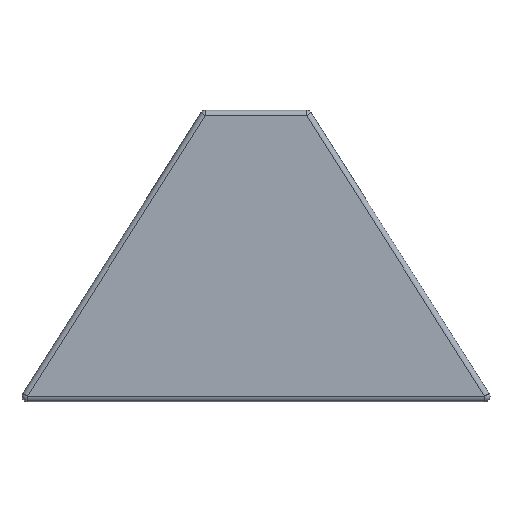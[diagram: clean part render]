
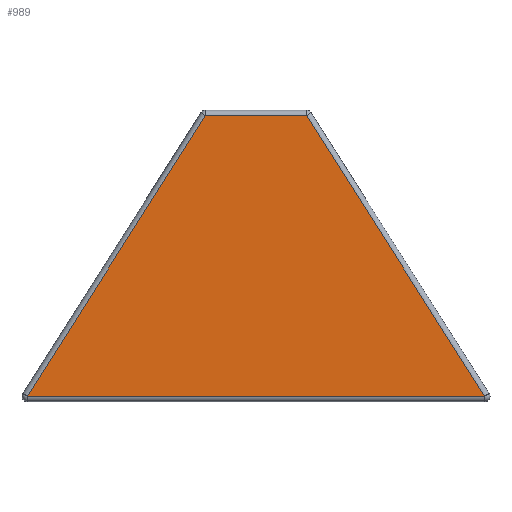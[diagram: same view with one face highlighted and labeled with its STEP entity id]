
A CAD part, top view. The second image highlights one B-rep face of the part: STEP entity #989.
In plain terms, the highlighted planar face has unit normal (0, 0, 1).
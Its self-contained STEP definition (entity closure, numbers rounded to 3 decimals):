
#299=DIRECTION('',(1.,0.,0.));
#300=VECTOR('',#299,19.094);
#301=CARTESIAN_POINT('',(-9.547,54.,37.5));
#302=LINE('',#301,#300);
#303=DIRECTION('',(-0.536,0.844,0.));
#304=VECTOR('',#303,62.771);
#305=CARTESIAN_POINT('',(43.181,1.,37.5));
#306=LINE('',#305,#304);
#307=DIRECTION('',(-1.,0.,0.));
#308=VECTOR('',#307,86.362);
#309=CARTESIAN_POINT('',(43.181,1.,37.5));
#310=LINE('',#309,#308);
#311=DIRECTION('',(-0.536,-0.844,0.));
#312=VECTOR('',#311,62.771);
#313=CARTESIAN_POINT('',(-9.547,54.,37.5));
#314=LINE('',#313,#312);
#461=CARTESIAN_POINT('',(-9.547,54.,37.5));
#462=CARTESIAN_POINT('',(9.547,54.,37.5));
#463=VERTEX_POINT('',#461);
#464=VERTEX_POINT('',#462);
#473=CARTESIAN_POINT('',(-43.181,1.,37.5));
#474=VERTEX_POINT('',#473);
#475=CARTESIAN_POINT('',(43.181,1.,37.5));
#476=VERTEX_POINT('',#475);
#976=CARTESIAN_POINT('',(-45.,0.,37.5));
#977=DIRECTION('',(0.,0.,1.));
#978=DIRECTION('',(1.,0.,0.));
#979=AXIS2_PLACEMENT_3D('',#976,#977,#978);
#980=PLANE('',#979);
#981=ORIENTED_EDGE('',*,*,#966,.T.);
#982=ORIENTED_EDGE('',*,*,#915,.F.);
#984=ORIENTED_EDGE('',*,*,#983,.T.);
#986=ORIENTED_EDGE('',*,*,#985,.F.);
#987=EDGE_LOOP('',(#981,#982,#984,#986));
#988=FACE_OUTER_BOUND('',#987,.F.);
#915=EDGE_CURVE('',#476,#464,#306,.T.);
#966=EDGE_CURVE('',#463,#464,#302,.T.);
#983=EDGE_CURVE('',#476,#474,#310,.T.);
#985=EDGE_CURVE('',#463,#474,#314,.T.);
#989=ADVANCED_FACE('',(#988),#980,.T.);
